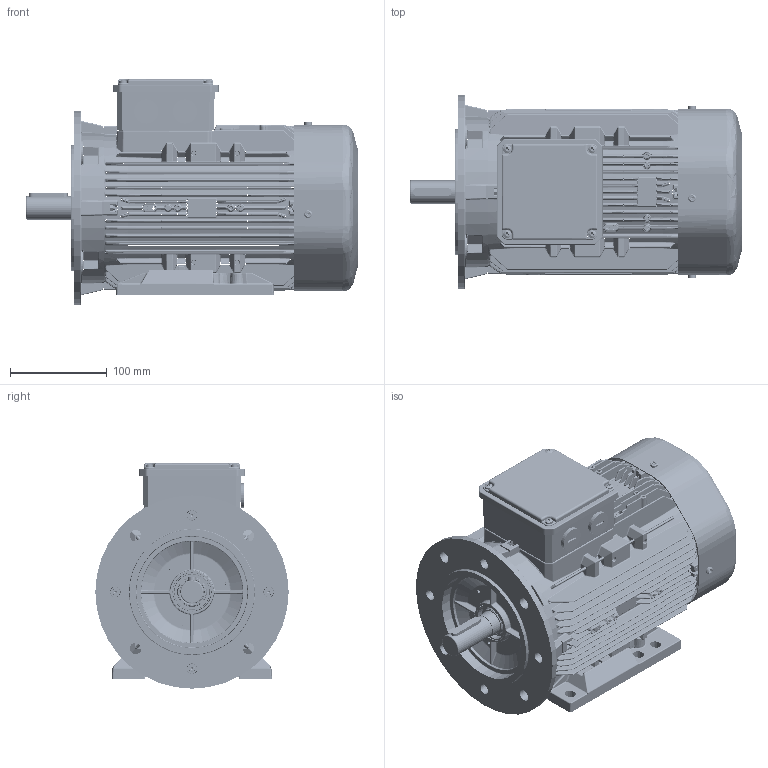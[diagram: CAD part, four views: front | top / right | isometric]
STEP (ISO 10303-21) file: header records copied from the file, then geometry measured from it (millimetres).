
FILE_DESCRIPTION(/* description */ (''),/* implementation_level */ '2;1');
FILE_NAME(/* name */ 'model1.stp',/* time_stamp */ '2024-08-01T16:37:22+03:00',/* author */ (''),/* organization */ (''),/* preprocessor_version */ 'ST-DEVELOPER v18.102',/* originating_system */ 'SIEMENS PLM Software NX2206.8101',/* authorisation */ '');
FILE_SCHEMA (('AUTOMOTIVE_DESIGN { 1 0 10303 214 3 1 1 1 }'));
Products named in the file (1): model1_260028D8E15Fjkqk
Bounding box: 343.54 x 200 x 233.13 mm (x, y, z)
Surface area: 625517.2 mm2 (no closed solid volume)
Topology: 0 solids, 91 shells, 6359 faces, 20029 edges, 12769 vertices
Faces by surface type: cylinder 2773, plane 1488, torus 1230, bspline 464, cone 257, sphere 147
Full cylindrical faces by diameter (mm): 5 x3, 8 x7, 9.874 x1, 10 x1, 11 x4, 12 x4, 24 x1, 25 x3, 27.5 x1, 130 x1, 199.997 x1
Entity records: 237328 total; most frequent: CARTESIAN_POINT 85929, ORIENTED_EDGE 31454, DIRECTION 25433, EDGE_CURVE 19688, VERTEX_POINT 12699, AXIS2_PLACEMENT_3D 9429, B_SPLINE_CURVE_WITH_KNOTS 9285, EDGE_LOOP 6757
